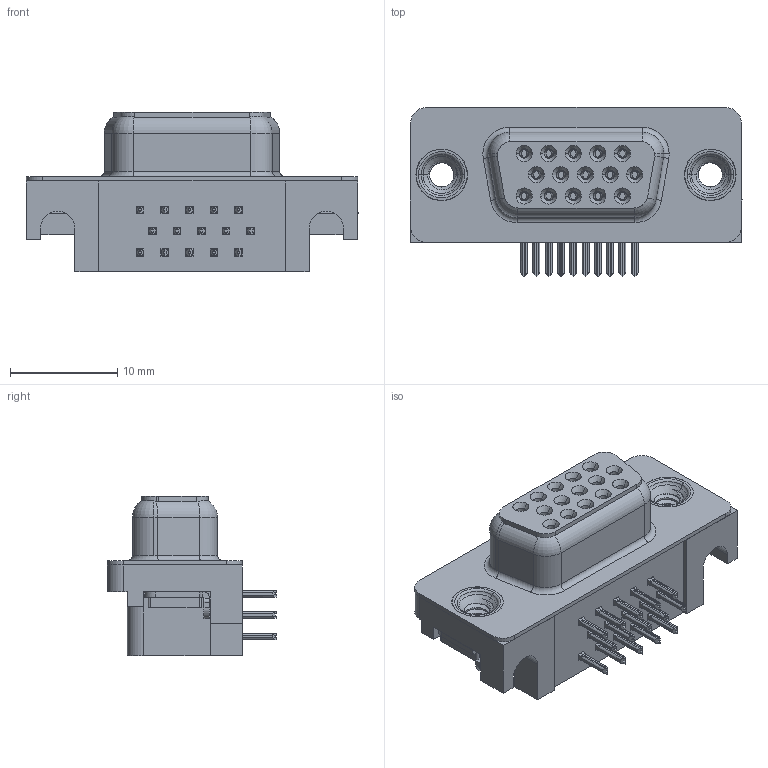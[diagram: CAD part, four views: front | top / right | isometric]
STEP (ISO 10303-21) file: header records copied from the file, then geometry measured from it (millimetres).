
FILE_DESCRIPTION (( 'STEP AP203' ), '1' );
FILE_NAME ('632-015-266-002.STEP', '2018-08-31T20:02:05', ( '' ), ( '' ), 'SwSTEP 2.0', 'SolidWorks 2016', '' );
FILE_SCHEMA (( 'CONFIG_CONTROL_DESIGN' ));
Length unit declared in the file: millimetre
Products named in the file (8): 632 Non Board Mount; 632 4-40 Threaded Rivet; 632-015-266-002; 632 Housing_15 Socket; 632 Shell_9 Socket; 632 Contact Bottom; 632 Contact Middle; 632 Contact Top
Assembly tree (21 placements, depth 2):
  632-015-266-002
    632 Housing_15 Socket
    632 Shell_9 Socket
    632 Contact Bottom  x5
    632 Contact Middle  x5
    632 Contact Top  x5
    632 Non Board Mount  x2
    632 4-40 Threaded Rivet  x2
Bounding box: 30.89 x 15.73 x 14.85 mm (x, y, z)
Volume: 2911.1 mm3; surface area: 4951.1 mm2
Topology: 21 solids, 21 shells, 2308 faces, 6046 edges, 3796 vertices
Faces by surface type: plane 964, cylinder 608, bspline 506, cone 192, torus 38
Entity records: 30805 total; most frequent: CARTESIAN_POINT 11201, ORIENTED_EDGE 4040, DIRECTION 3451, EDGE_CURVE 2020, VERTEX_POINT 1282, LINE 1179, VECTOR 1179, AXIS2_PLACEMENT_3D 1136
